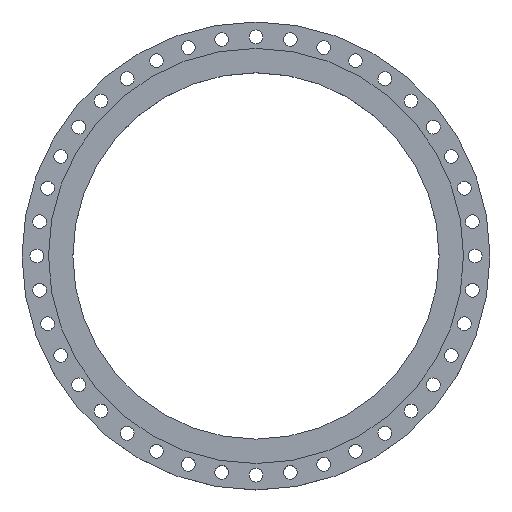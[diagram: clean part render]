
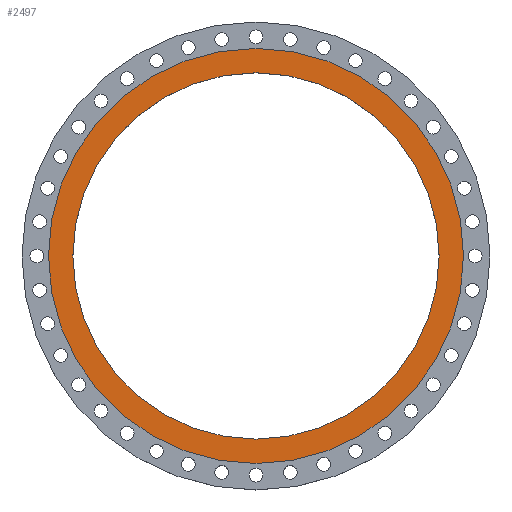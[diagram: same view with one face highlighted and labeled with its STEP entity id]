
A CAD part, top view. The second image highlights one B-rep face of the part: STEP entity #2497.
In plain terms, the highlighted planar face has unit normal (0, 0, 1).
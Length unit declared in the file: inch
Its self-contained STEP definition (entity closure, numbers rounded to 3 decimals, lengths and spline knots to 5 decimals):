
#98 = CARTESIAN_POINT ( 'NONE',  ( 24.5, 0., 0. ) ) ;
#132 = DIRECTION ( 'NONE',  ( 0., 0., 1. ) ) ;
#363 = CARTESIAN_POINT ( 'NONE',  ( 0., 0., 0. ) ) ;
#432 = DIRECTION ( 'NONE',  ( 1., 0., 0. ) ) ;
#669 = CIRCLE ( 'NONE', #1795, 24.5 ) ;
#722 = AXIS2_PLACEMENT_3D ( 'NONE', #363, #1699, #897 ) ;
#756 = EDGE_CURVE ( 'NONE', #2810, #2290, #1110, .T. ) ;
#785 = CARTESIAN_POINT ( 'NONE',  ( -21.625, 0., 0. ) ) ;
#840 = VERTEX_POINT ( 'NONE', #1145 ) ;
#897 = DIRECTION ( 'NONE',  ( 1., 0., 0. ) ) ;
#910 = AXIS2_PLACEMENT_3D ( 'NONE', #3093, #132, #432 ) ;
#994 = CARTESIAN_POINT ( 'NONE',  ( 21.625, 0., 0. ) ) ;
#1098 = ORIENTED_EDGE ( 'NONE', *, *, #756, .F. ) ;
#1109 = FACE_BOUND ( 'NONE', #2766, .T. ) ;
#1110 = CIRCLE ( 'NONE', #722, 21.625 ) ;
#1114 = EDGE_CURVE ( 'NONE', #840, #2047, #1627, .T. ) ;
#1120 = CIRCLE ( 'NONE', #910, 21.625 ) ;
#1145 = CARTESIAN_POINT ( 'NONE',  ( -24.5, 0., 0. ) ) ;
#1149 = EDGE_CURVE ( 'NONE', #2047, #840, #669, .T. ) ;
#1313 = ORIENTED_EDGE ( 'NONE', *, *, #1114, .T. ) ;
#1361 = PLANE ( 'NONE',  #3517 ) ;
#1411 = CARTESIAN_POINT ( 'NONE',  ( 0., 21.625, 0. ) ) ;
#1444 = ORIENTED_EDGE ( 'NONE', *, *, #2190, .F. ) ;
#1510 = AXIS2_PLACEMENT_3D ( 'NONE', #2331, #2080, #2589 ) ;
#1561 = CARTESIAN_POINT ( 'NONE',  ( 0., 0., 0. ) ) ;
#1627 = CIRCLE ( 'NONE', #1510, 24.5 ) ;
#1699 = DIRECTION ( 'NONE',  ( 0., 0., 1. ) ) ;
#1795 = AXIS2_PLACEMENT_3D ( 'NONE', #1561, #1824, #2637 ) ;
#1824 = DIRECTION ( 'NONE',  ( 0., 0., 1. ) ) ;
#1872 = DIRECTION ( 'NONE',  ( -1., 0., 0. ) ) ;
#2047 = VERTEX_POINT ( 'NONE', #98 ) ;
#2080 = DIRECTION ( 'NONE',  ( 0., 0., 1. ) ) ;
#2190 = EDGE_CURVE ( 'NONE', #2290, #2810, #1120, .T. ) ;
#2267 = EDGE_LOOP ( 'NONE', ( #2660, #1313 ) ) ;
#2290 = VERTEX_POINT ( 'NONE', #994 ) ;
#2331 = CARTESIAN_POINT ( 'NONE',  ( 0., 0., 0. ) ) ;
#2497 = ADVANCED_FACE ( 'NONE', ( #1109, #2731 ), #1361, .F. ) ;
#2589 = DIRECTION ( 'NONE',  ( 1., 0., 0. ) ) ;
#2637 = DIRECTION ( 'NONE',  ( 1., 0., 0. ) ) ;
#2660 = ORIENTED_EDGE ( 'NONE', *, *, #1149, .T. ) ;
#2731 = FACE_OUTER_BOUND ( 'NONE', #2267, .T. ) ;
#2766 = EDGE_LOOP ( 'NONE', ( #1444, #1098 ) ) ;
#2810 = VERTEX_POINT ( 'NONE', #785 ) ;
#3004 = DIRECTION ( 'NONE',  ( 0., 0., -1. ) ) ;
#3093 = CARTESIAN_POINT ( 'NONE',  ( 0., 0., 0. ) ) ;
#3517 = AXIS2_PLACEMENT_3D ( 'NONE', #1411, #3004, #1872 ) ;
